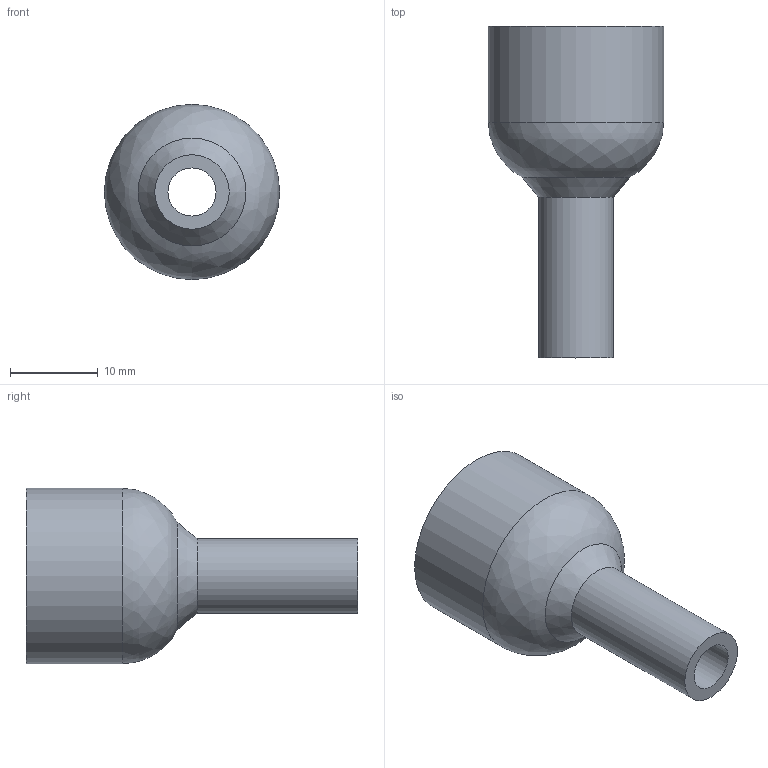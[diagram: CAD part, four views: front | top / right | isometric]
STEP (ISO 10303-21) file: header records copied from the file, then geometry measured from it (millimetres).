
FILE_DESCRIPTION(/* description */ (''),/* implementation_level */ '2;1');
FILE_NAME(/* name */ 'Inline Mic Capped v4 v1.step',/* time_stamp */ '2020-08-09T21:38:14-04:00',/* author */ (''),/* organization */ (''),/* preprocessor_version */ 'ST-DEVELOPER v18',/* originating_system */ 'Autodesk Translation Framework v8.12.0.6',/* authorisation */ '');
FILE_SCHEMA (('AUTOMOTIVE_DESIGN { 1 0 10303 214 3 1 1 }'));
Length unit declared in the file: millimetre
Products named in the file (1): Inline Mic Capped v4
Bounding box: 20 x 37.89 x 20 mm (x, y, z)
Volume: 3907.5 mm3; surface area: 3613.1 mm2
Topology: 1 solids, 1 shells, 27 faces, 69 edges, 45 vertices
Faces by surface type: cylinder 20, plane 3, bspline 3, cone 1
Full cylindrical faces by diameter (mm): 5.5 x1, 8.5 x1, 14.023 x5, 16.25 x8, 20 x1
Entity records: 2866 total; most frequent: CARTESIAN_POINT 2234, ORIENTED_EDGE 138, DIRECTION 101, EDGE_CURVE 69, VERTEX_POINT 45, AXIS2_PLACEMENT_3D 41, B_SPLINE_CURVE_WITH_KNOTS 34, EDGE_LOOP 30
